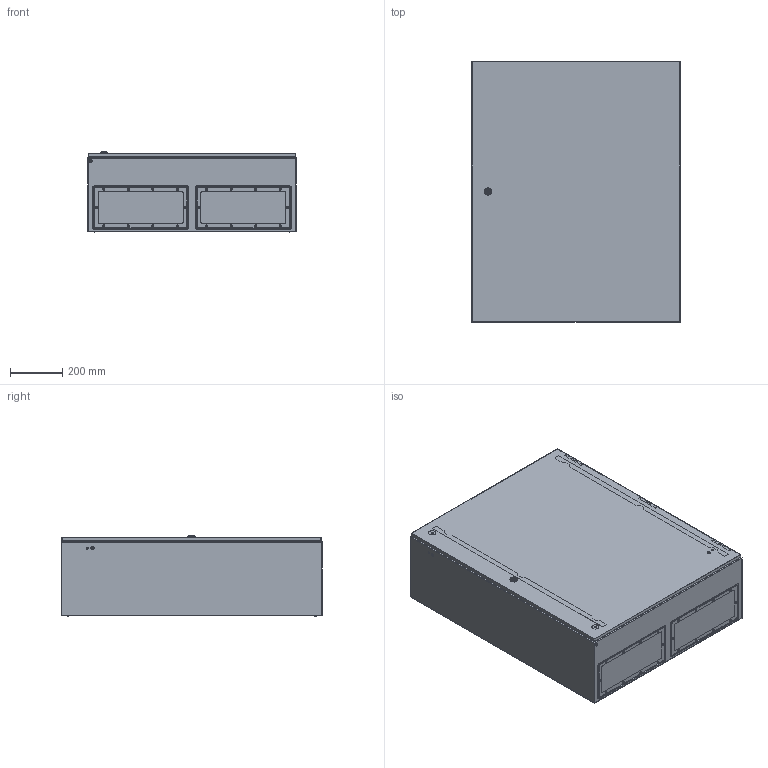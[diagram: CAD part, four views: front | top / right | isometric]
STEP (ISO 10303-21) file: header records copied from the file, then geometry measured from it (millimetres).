
FILE_DESCRIPTION (( 'STEP AP214' ), '1' );
FILE_NAME ('3331-8010-30-17.step', '2023-12-20T13:08:28', ( '' ), ( '' ), 'SwSTEP 2.0', 'SolidWorks 2019', '' );
FILE_SCHEMA (( 'AUTOMOTIVE_DESIGN' ));
Length unit declared in the file: millimetre
Products named in the file (6): Montageplatte_wg_0331-8010-00-13; Montageplattenbeipack_wg_8010; Korpus_wg_8010-30; 3331-8010-30-17; Kabeleinfuehrungsplatte_wg_3080-7035-12-27; Tuer_wg_3331-8010-00-97
Assembly tree (6 placements, depth 2):
  3331-8010-30-17
    Korpus_wg_8010-30
    Tuer_wg_3331-8010-00-97
    Kabeleinfuehrungsplatte_wg_3080-7035-12-27  x2
    Montageplatte_wg_0331-8010-00-13
    Montageplattenbeipack_wg_8010
Bounding box: 800 x 1003.1 x 307 mm (x, y, z)
Volume: 6446216 mm3; surface area: 7419255.2 mm2
Topology: 49 solids, 49 shells, 2538 faces, 6429 edges, 4127 vertices
Faces by surface type: plane 1439, cylinder 781, cone 234, torus 46, sphere 22, bspline 16
Entity records: 83699 total; most frequent: CARTESIAN_POINT 20673, DIRECTION 11085, ORIENTED_EDGE 10866, EDGE_CURVE 5433, AXIS2_PLACEMENT_3D 3979, VERTEX_POINT 3507, VECTOR 3127, LINE 3127
